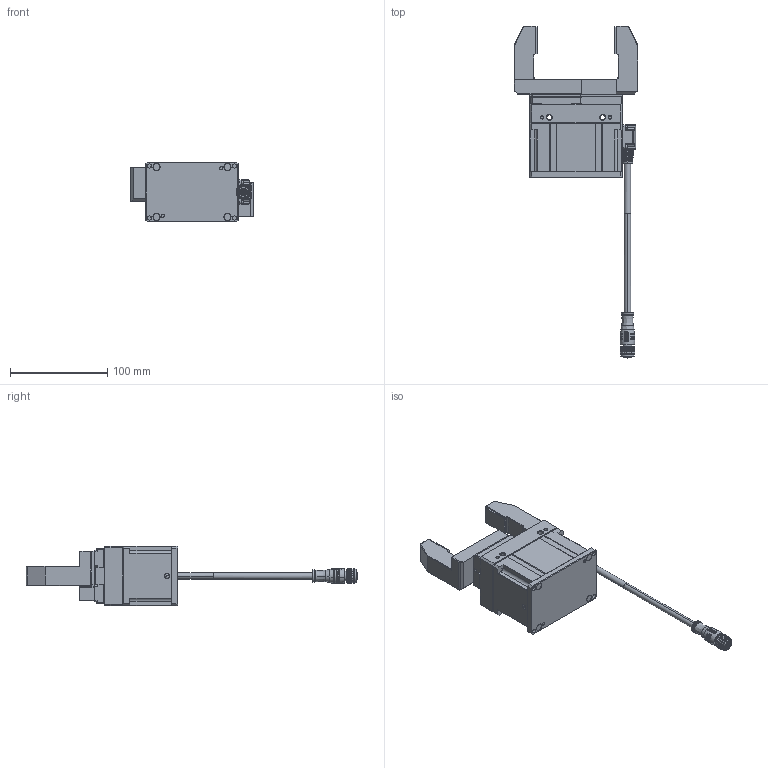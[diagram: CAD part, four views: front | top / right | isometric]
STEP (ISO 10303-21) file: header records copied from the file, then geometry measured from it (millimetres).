
FILE_DESCRIPTION (( 'STEP AP203' ), '1' );
FILE_NAME ('PGI-140-80-W-S_湍硌潑潠眢耀倰_V2.0_20230731.STEP', '2023-07-31T10:21:04', ( '' ), ( '' ), 'SwSTEP 2.0', 'SolidWorks 2020', '' );
FILE_SCHEMA (( 'CONFIG_CONTROL_DESIGN' ));
Products named in the file (3): PGI-140-80-W-S_finger part; PGI-140-80-W-S_body; PGI-140-80-W-S_湍硌潑潠眢耀倰_V2.0_20230731
Assembly tree (3 placements, depth 2):
  PGI-140-80-W-S_湍硌潑潠眢耀倰_V2.0_20230731
    PGI-140-80-W-S_body
    PGI-140-80-W-S_finger part  x2
Bounding box: 127 x 341.75 x 61.7 mm (x, y, z)
Volume: 117908.8 mm3; surface area: 119947.3 mm2
Topology: 4 solids, 39 shells, 1979 faces, 4858 edges, 3090 vertices
Faces by surface type: plane 865, cylinder 586, bspline 252, cone 247, torus 27, sphere 2
Full cylindrical faces by diameter (mm): 11.1 x3
Entity records: 70023 total; most frequent: CARTESIAN_POINT 31739, ORIENTED_EDGE 8660, DIRECTION 6560, EDGE_CURVE 4341, VERTEX_POINT 2789, AXIS2_PLACEMENT_3D 2551, EDGE_LOOP 1995, FACE_OUTER_BOUND 1780
